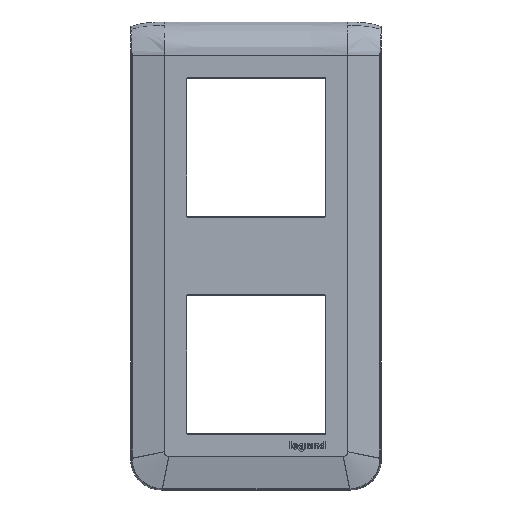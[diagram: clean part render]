
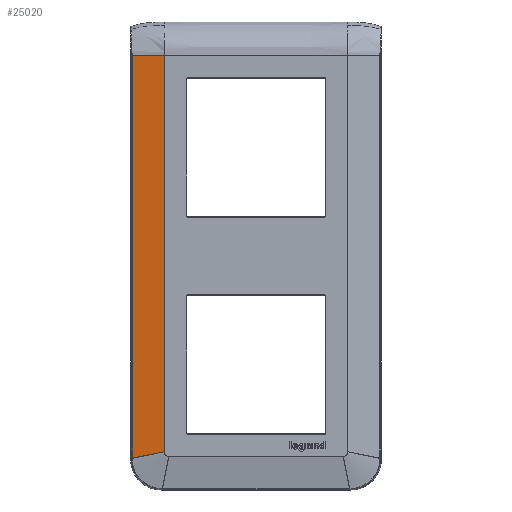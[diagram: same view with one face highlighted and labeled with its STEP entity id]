
A CAD part, top view. The second image highlights one B-rep face of the part: STEP entity #25020.
In plain terms, the highlighted free-form (B-spline) face has degree [5, 1] with [6, 2] control points.
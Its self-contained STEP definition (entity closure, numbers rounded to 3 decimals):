
#24902=CARTESIAN_POINT('Control Point',(-30.017,101.,8.497)) ;
#24903=CARTESIAN_POINT('Control Point',(-32.118,101.,8.142)) ;
#24904=CARTESIAN_POINT('Control Point',(-34.22,101.,7.788)) ;
#24905=CARTESIAN_POINT('Control Point',(-36.322,101.,7.433)) ;
#24906=CARTESIAN_POINT('Control Point',(-38.424,101.,7.078)) ;
#24907=CARTESIAN_POINT('Control Point',(-40.525,101.,6.723)) ;
#24908=CARTESIAN_POINT('Vertex',(-30.017,101.,8.497)) ;
#24910=CARTESIAN_POINT('Vertex',(-40.525,101.,6.723)) ;
#24974=CARTESIAN_POINT('Control Point',(-30.,-28.469,8.5)) ;
#24975=CARTESIAN_POINT('Control Point',(-40.649,-30.568,6.702)) ;
#24976=CARTESIAN_POINT('Control Point',(-30.,-10.674,8.5)) ;
#24977=CARTESIAN_POINT('Control Point',(-40.649,1.777,6.702)) ;
#24978=CARTESIAN_POINT('Control Point',(-30.,23.212,8.5)) ;
#24979=CARTESIAN_POINT('Control Point',(-40.649,24.402,6.702)) ;
#24980=CARTESIAN_POINT('Control Point',(-30.,46.447,8.5)) ;
#24981=CARTESIAN_POINT('Control Point',(-40.649,51.245,6.702)) ;
#24982=CARTESIAN_POINT('Control Point',(-30.,73.723,8.5)) ;
#24983=CARTESIAN_POINT('Control Point',(-40.649,76.123,6.702)) ;
#24984=CARTESIAN_POINT('Control Point',(-30.,101.,8.5)) ;
#24985=CARTESIAN_POINT('Control Point',(-40.649,101.,6.702)) ;
#24987=CARTESIAN_POINT('Control Point',(-30.017,-28.472,8.497)) ;
#24988=CARTESIAN_POINT('Control Point',(-32.118,-28.887,8.142)) ;
#24989=CARTESIAN_POINT('Control Point',(-34.22,-29.301,7.788)) ;
#24990=CARTESIAN_POINT('Control Point',(-36.322,-29.715,7.433)) ;
#24991=CARTESIAN_POINT('Control Point',(-38.424,-30.13,7.078)) ;
#24992=CARTESIAN_POINT('Control Point',(-40.525,-30.544,6.723)) ;
#24993=CARTESIAN_POINT('Vertex',(-30.017,-28.472,8.497)) ;
#24995=CARTESIAN_POINT('Vertex',(-40.525,-30.544,6.723)) ;
#24999=CARTESIAN_POINT('Control Point',(-30.017,101.,8.497)) ;
#25000=CARTESIAN_POINT('Control Point',(-30.017,73.726,8.497)) ;
#25001=CARTESIAN_POINT('Control Point',(-30.017,46.454,8.497)) ;
#25002=CARTESIAN_POINT('Control Point',(-30.017,23.214,8.497)) ;
#25003=CARTESIAN_POINT('Control Point',(-30.017,-10.655,8.497)) ;
#25004=CARTESIAN_POINT('Control Point',(-30.017,-28.472,8.497)) ;
#25007=CARTESIAN_POINT('Control Point',(-40.525,-30.544,6.723)) ;
#25008=CARTESIAN_POINT('Control Point',(-40.525,1.633,6.723)) ;
#25009=CARTESIAN_POINT('Control Point',(-40.525,24.388,6.723)) ;
#25010=CARTESIAN_POINT('Control Point',(-40.525,51.189,6.723)) ;
#25011=CARTESIAN_POINT('Control Point',(-40.525,76.096,6.723)) ;
#25012=CARTESIAN_POINT('Control Point',(-40.525,101.,6.723)) ;
#25015=ORIENTED_EDGE('',*,*,#24997,.F.) ;
#25016=ORIENTED_EDGE('',*,*,#25005,.F.) ;
#25017=ORIENTED_EDGE('',*,*,#24912,.T.) ;
#25018=ORIENTED_EDGE('',*,*,#25013,.F.) ;
#25020=ADVANCED_FACE('ABS',(#25019),#24973,.T.) ;
#24901=B_SPLINE_CURVE_WITH_KNOTS('',5,(#24902,#24903,#24904,#24905,#24906,#24907),.UNSPECIFIED.,.F.,.U.,(6,6),(0.017,10.816),.UNSPECIFIED.) ;
#24986=B_SPLINE_CURVE_WITH_KNOTS('',5,(#24987,#24988,#24989,#24990,#24991,#24992),.UNSPECIFIED.,.F.,.U.,(6,6),(0.017,10.816),.UNSPECIFIED.) ;
#24998=B_SPLINE_CURVE_WITH_KNOTS('',5,(#24999,#25000,#25001,#25002,#25003,#25004),.UNSPECIFIED.,.F.,.U.,(6,6),(-78.414,52.108),.UNSPECIFIED.) ;
#25006=B_SPLINE_CURVE_WITH_KNOTS('',5,(#25007,#25008,#25009,#25010,#25011,#25012),.UNSPECIFIED.,.F.,.U.,(6,6),(0.,130.523),.UNSPECIFIED.) ;
#24973=B_SPLINE_SURFACE_WITH_KNOTS('',5,1,((#24974,#24975),(#24976,#24977),(#24978,#24979),(#24980,#24981),(#24982,#24983),(#24984,#24985)),.UNSPECIFIED.,.F.,.F.,.U.,(6,6),(2,2),(0.,130.523),(0.,10.943),.UNSPECIFIED.) ;
#24912=EDGE_CURVE('',#24909,#24911,#24901,.T.) ;
#24997=EDGE_CURVE('',#24994,#24996,#24986,.T.) ;
#25005=EDGE_CURVE('',#24909,#24994,#24998,.T.) ;
#25013=EDGE_CURVE('',#24996,#24911,#25006,.T.) ;
#25014=EDGE_LOOP('',(#25015,#25016,#25017,#25018)) ;
#25019=FACE_OUTER_BOUND('',#25014,.T.) ;
#24909=VERTEX_POINT('',#24908) ;
#24911=VERTEX_POINT('',#24910) ;
#24994=VERTEX_POINT('',#24993) ;
#24996=VERTEX_POINT('',#24995) ;
